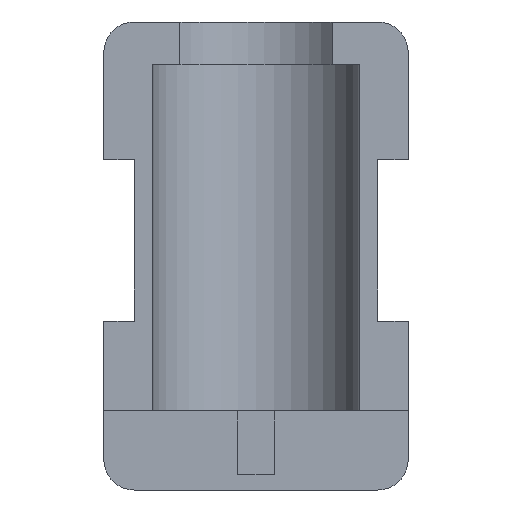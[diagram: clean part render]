
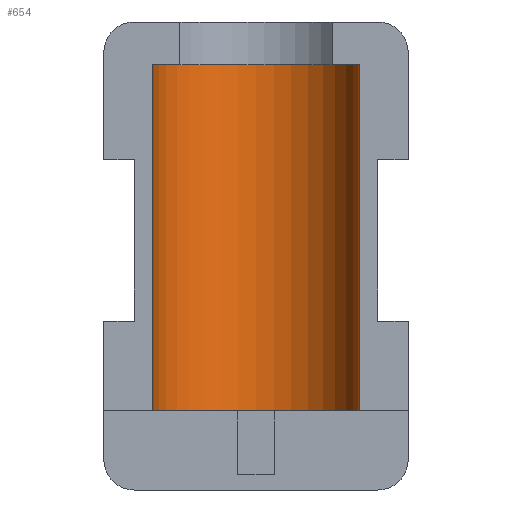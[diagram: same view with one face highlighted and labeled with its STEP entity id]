
A CAD part, left-side view. The second image highlights one B-rep face of the part: STEP entity #654.
In plain terms, the highlighted cylindrical face has radius 6.8 mm (diameter 13.6 mm), a partial arc.
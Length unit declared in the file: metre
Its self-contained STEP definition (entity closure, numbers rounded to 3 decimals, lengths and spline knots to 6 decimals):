
#13=CYLINDRICAL_SURFACE('',#708,0.0068);
#25=CIRCLE('',#709,0.0068);
#26=CIRCLE('',#710,0.0068);
#81=ORIENTED_EDGE('',*,*,#268,.F.);
#82=ORIENTED_EDGE('',*,*,#269,.T.);
#83=ORIENTED_EDGE('',*,*,#237,.T.);
#84=ORIENTED_EDGE('',*,*,#270,.F.);
#237=EDGE_CURVE('',#333,#332,#396,.T.);
#268=EDGE_CURVE('',#359,#360,#421,.T.);
#269=EDGE_CURVE('',#359,#333,#25,.F.);
#270=EDGE_CURVE('',#360,#332,#26,.F.);
#332=VERTEX_POINT('',#950);
#333=VERTEX_POINT('',#952);
#359=VERTEX_POINT('',#1015);
#360=VERTEX_POINT('',#1016);
#396=LINE('',#951,#480);
#421=LINE('',#1014,#505);
#480=VECTOR('',#763,1.);
#505=VECTOR('',#812,1.);
#558=EDGE_LOOP('',(#81,#82,#83,#84));
#592=FACE_BOUND('',#558,.T.);
#654=ADVANCED_FACE('',(#592),#13,.F.);
#708=AXIS2_PLACEMENT_3D('',#1013,#810,#811);
#709=AXIS2_PLACEMENT_3D('',#1017,#813,#814);
#710=AXIS2_PLACEMENT_3D('',#1018,#815,#816);
#763=DIRECTION('',(0.,0.,-1.));
#810=DIRECTION('',(0.,0.,-1.));
#811=DIRECTION('',(-1.,0.,0.));
#812=DIRECTION('',(0.,0.,-1.));
#813=DIRECTION('',(0.,0.,-1.));
#814=DIRECTION('',(-1.,0.,0.));
#815=DIRECTION('',(0.,0.,-1.));
#816=DIRECTION('',(0.,1.,0.));
#950=CARTESIAN_POINT('',(0.,0.0068,-0.0012));
#951=CARTESIAN_POINT('',(0.,0.0068,0.258818));
#952=CARTESIAN_POINT('',(0.,0.0068,0.02155));
#1013=CARTESIAN_POINT('',(0.,0.,0.258818));
#1014=CARTESIAN_POINT('',(0.,-0.0068,0.258818));
#1015=CARTESIAN_POINT('',(0.,-0.0068,0.02155));
#1016=CARTESIAN_POINT('',(0.,-0.0068,-0.0012));
#1017=CARTESIAN_POINT('',(0.,0.,0.02155));
#1018=CARTESIAN_POINT('',(0.,0.,-0.0012));
